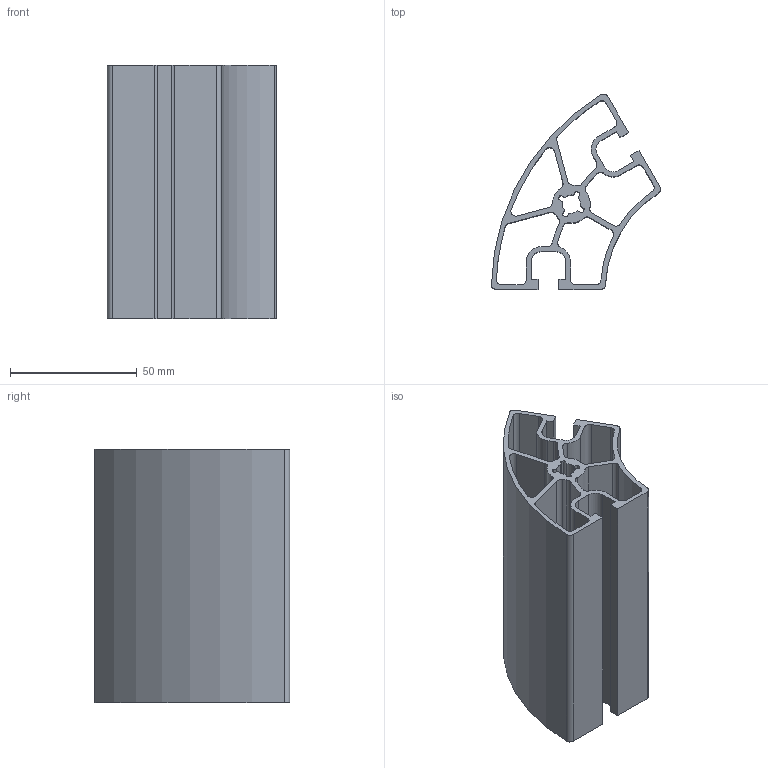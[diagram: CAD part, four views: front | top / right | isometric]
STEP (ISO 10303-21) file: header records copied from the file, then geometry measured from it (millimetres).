
FILE_DESCRIPTION((''),'2;1');
FILE_NAME('K_154560-100.stp','2013-02-18T10:55:56',('VeronikaF'),(''),'Autodesk Inventor 2011','Autodesk Inventor 2011','');
FILE_SCHEMA(('AUTOMOTIVE_DESIGN { 1 0 10303 214 1 1 1 1 }'));
Length unit declared in the file: millimetre
Products named in the file (1): 154560
Bounding box: 66.77 x 77.19 x 100 mm (x, y, z)
Volume: 85260.1 mm3; surface area: 77095.1 mm2
Topology: 1 solids, 1 shells, 124 faces, 366 edges, 244 vertices
Faces by surface type: cylinder 72, plane 52
Entity records: 4244 total; most frequent: DIRECTION 760, CARTESIAN_POINT 735, ORIENTED_EDGE 732, EDGE_CURVE 366, AXIS2_PLACEMENT_3D 269, VERTEX_POINT 244, VECTOR 222, LINE 222
